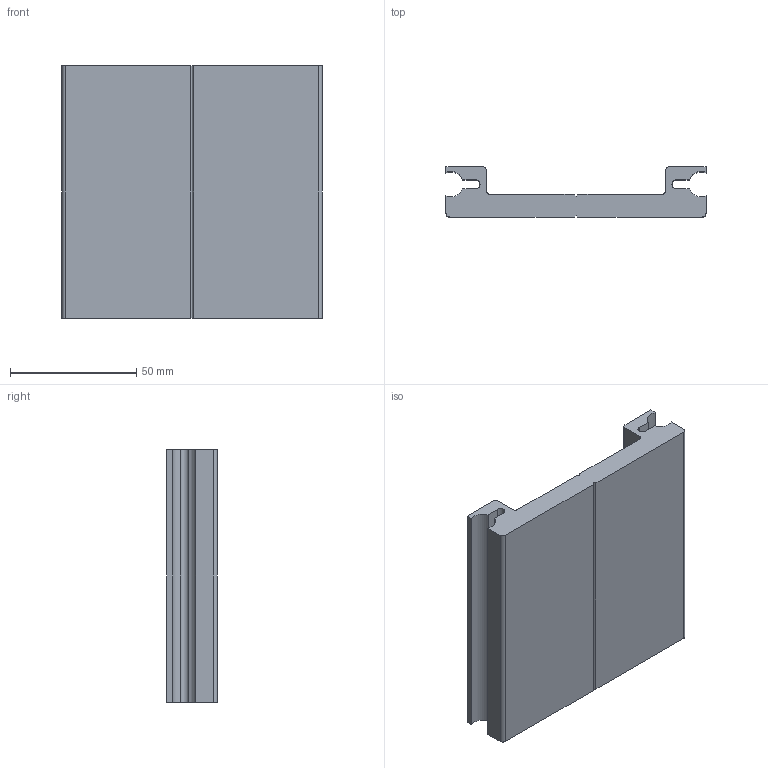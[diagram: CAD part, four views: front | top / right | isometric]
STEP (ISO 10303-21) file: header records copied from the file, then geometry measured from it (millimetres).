
FILE_DESCRIPTION(/* description */ ('PROFILO GUIDA LINEARE GDX10'),/* implementation_level */ '2;1');
FILE_NAME(/* name */ 'F3DTM0000606.stp',/* time_stamp */ '2022-07-20T15:50:26+02:00',/* author */ ('tecnico7'),/* organization */ (''),/* preprocessor_version */ 'ST-DEVELOPER v18.1',/* originating_system */ 'Autodesk Inventor 2022',/* authorisation */ '');
FILE_SCHEMA (('AUTOMOTIVE_DESIGN { 1 0 10303 214 3 1 1 }'));
Length unit declared in the file: millimetre
Products named in the file (2): BPRGD0000065; 3DSD000934
Assembly tree (1 placements, depth 2):
  BPRGD0000065
    3DSD000934
Bounding box: 103 x 20 x 100 mm (x, y, z)
Volume: 111586.4 mm3; surface area: 33312.2 mm2
Topology: 1 solids, 1 shells, 34 faces, 96 edges, 64 vertices
Faces by surface type: plane 22, cylinder 12
Entity records: 1182 total; most frequent: CARTESIAN_POINT 197, DIRECTION 194, ORIENTED_EDGE 192, EDGE_CURVE 96, LINE 72, VECTOR 72, VERTEX_POINT 64, AXIS2_PLACEMENT_3D 61
